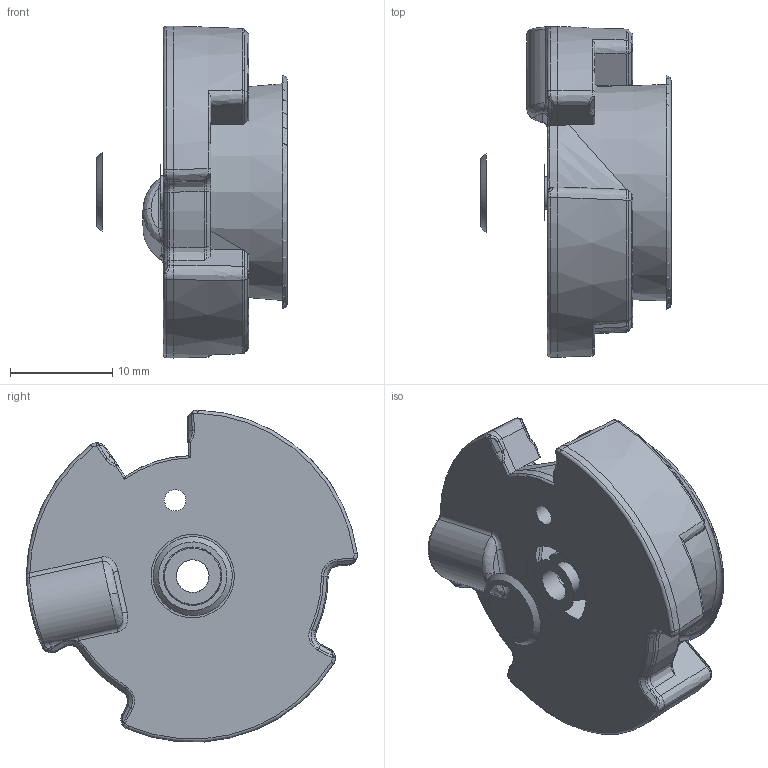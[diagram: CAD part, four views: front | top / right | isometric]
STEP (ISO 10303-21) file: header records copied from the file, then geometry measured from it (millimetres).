
FILE_DESCRIPTION(/* description */ (''),/* implementation_level */ '2;1');
FILE_NAME(/* name */ '4b3b8369-968d-4bd9-8da4-d0dc976f0f95.stp',/* time_stamp */ '2019-09-01T13:29:15-06:00',/* author */ ('sridharPR5JY'),/* organization */ (''),/* preprocessor_version */ 'ST-DEVELOPER v18',/* originating_system */ 'Autodesk Translation Framework v8.2.0.1029',/* authorisation */ '');
FILE_SCHEMA (('AUTOMOTIVE_DESIGN { 1 0 10303 214 3 1 1 }'));
Length unit declared in the file: millimetre
Products named in the file (1): RIGHT_ARM_CONNECTOR
Bounding box: 18.59 x 32.35 x 32.45 mm (x, y, z)
Volume: 3462.2 mm3; surface area: 4556.8 mm2
Topology: 1 solids, 1 shells, 407 faces, 1005 edges, 603 vertices
Faces by surface type: bspline 141, plane 114, cylinder 58, cone 55, torus 29, sphere 10
Full cylindrical faces by diameter (mm): 2.1 x1, 3.2 x1, 5 x1
Entity records: 21849 total; most frequent: CARTESIAN_POINT 13013, ORIENTED_EDGE 2008, DIRECTION 1663, EDGE_CURVE 1004, AXIS2_PLACEMENT_3D 664, VERTEX_POINT 603, EDGE_LOOP 415, FACE_OUTER_BOUND 407
